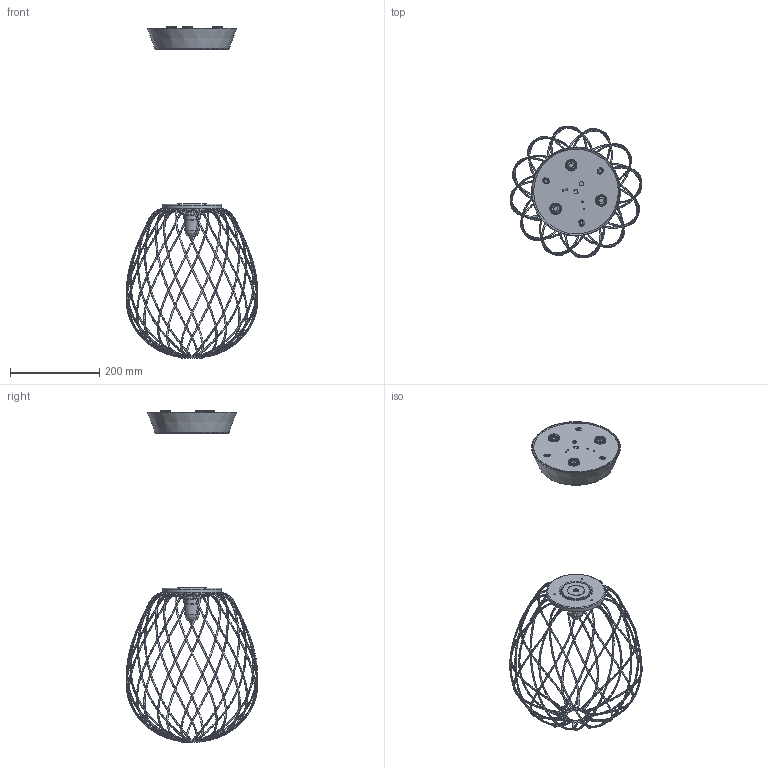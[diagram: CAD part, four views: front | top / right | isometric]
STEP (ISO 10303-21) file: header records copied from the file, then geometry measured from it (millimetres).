
FILE_DESCRIPTION(/* description */ (''),/* implementation_level */ '2;1');
FILE_NAME(/* name */ 'F436385xxxxxNE.stp',/* time_stamp */ '2020-01-21T13:38:59+01:00',/* author */ ('sghezzi'),/* organization */ (''),/* preprocessor_version */ 'ST-DEVELOPER v17.2',/* originating_system */ 'Autodesk Inventor 2019',/* authorisation */ '');
FILE_SCHEMA (('AUTOMOTIVE_DESIGN { 1 0 10303 214 3 1 1 }'));
Length unit declared in the file: millimetre
Products named in the file (11): Assieme Pinecone Sosp 30; 007430625_GHIERA MONT SOSP BIANCA D160 per Pinecone 30; 0074308X1; 007430629_GHIERA VETRO BIANCA D160 Pinecone; Flangia Vetro; 007433903; Riva 300REV3 SOLO CESTO; Tappo Superiore; 007364909 Piastra soffitto 3649 Zn Bi copia; Rosone da 100; 003428400 2mm
Assembly tree (12 placements, depth 3):
  Assieme Pinecone Sosp 30
    007430625_GHIERA MONT SOSP BIANCA D160 per Pinecone 30
      0074308X1
    007430629_GHIERA VETRO BIANCA D160 Pinecone
    Flangia Vetro
    007433903  x3
    Riva 300REV3 SOLO CESTO
    Tappo Superiore
    007364909 Piastra soffitto 3649 Zn Bi copia
    Rosone da 100
    003428400 2mm
Bounding box: 295.67 x 295.66 x 744.9 mm (x, y, z)
Volume: 339995.9 mm3; surface area: 337350.9 mm2
Topology: 16 solids, 16 shells, 461 faces, 1413 edges, 954 vertices
Faces by surface type: plane 172, bspline 130, cylinder 73, cone 62, torus 24
Full cylindrical faces by diameter (mm): 0.001 x1, 2.1 x2, 2.5 x5, 3 x6, 3.2 x4, 3.242 x2, 3.5 x2, 4 x2, 6 x3, 10 x1, 10.5 x5, 14 x1, 20 x3, 23 x3, 38 x1, 71 x1, 121 x1, 132 x1, 190 x1
Entity records: 58654 total; most frequent: CARTESIAN_POINT 47368, ORIENTED_EDGE 2712, DIRECTION 1879, EDGE_CURVE 1356, VERTEX_POINT 913, AXIS2_PLACEMENT_3D 821, EDGE_LOOP 537, CIRCLE 489
